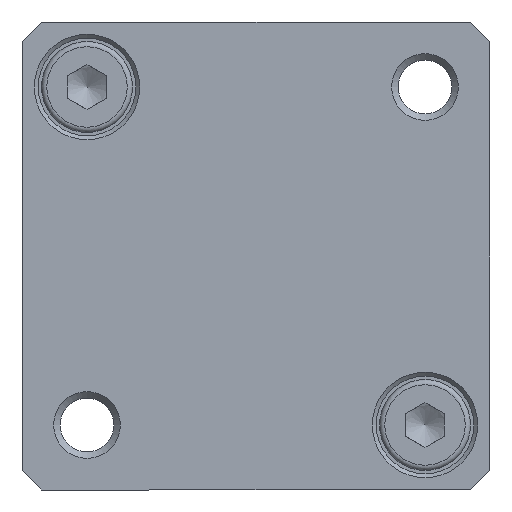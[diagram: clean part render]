
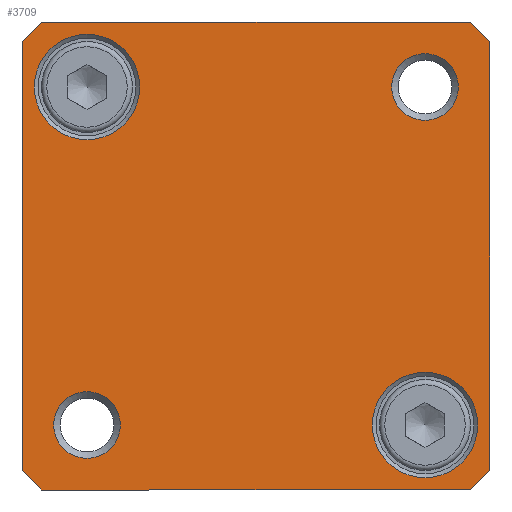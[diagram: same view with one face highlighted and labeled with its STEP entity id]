
A CAD part, front view. The second image highlights one B-rep face of the part: STEP entity #3709.
In plain terms, the highlighted planar face has unit normal (0, -1, 0).
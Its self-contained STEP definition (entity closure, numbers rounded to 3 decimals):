
#3594=CARTESIAN_POINT('',(0.,-6.75,0.0));
#3595=DIRECTION('',(0.0,1.0,0.0));
#3596=DIRECTION('',(0.0,0.0,1.0));
#3597=AXIS2_PLACEMENT_3D('',#3594,#3595,#3596);
#3598=PLANE('',#3597);
#3599=CARTESIAN_POINT('',(-16.5,-6.75,18.));
#3600=VERTEX_POINT('',#3599);
#3601=CARTESIAN_POINT('',(16.5,-6.75,18.0));
#3602=VERTEX_POINT('',#3601);
#3603=CARTESIAN_POINT('',(-16.5,-6.75,18.));
#3604=DIRECTION('',(1.0,0.0,0.0));
#3605=VECTOR('',#3604,33.0);
#3606=LINE('',#3603,#3605);
#3607=EDGE_CURVE('',#3600,#3602,#3606,.T.);
#3608=ORIENTED_EDGE('',*,*,#3607,.F.);
#3609=CARTESIAN_POINT('',(-18.0,-6.75,16.5));
#3610=VERTEX_POINT('',#3609);
#3611=CARTESIAN_POINT('',(-18.0,-6.75,16.5));
#3612=DIRECTION('',(0.707,0.0,0.707));
#3613=VECTOR('',#3612,2.121);
#3614=LINE('',#3611,#3613);
#3615=EDGE_CURVE('',#3610,#3600,#3614,.T.);
#3616=ORIENTED_EDGE('',*,*,#3615,.F.);
#3617=CARTESIAN_POINT('',(-18.0,-6.75,-16.5));
#3618=VERTEX_POINT('',#3617);
#3619=CARTESIAN_POINT('',(-18.0,-6.75,-16.5));
#3620=DIRECTION('',(0.0,0.0,1.0));
#3621=VECTOR('',#3620,33.);
#3622=LINE('',#3619,#3621);
#3623=EDGE_CURVE('',#3618,#3610,#3622,.T.);
#3624=ORIENTED_EDGE('',*,*,#3623,.F.);
#3625=CARTESIAN_POINT('',(-16.5,-6.75,-18.));
#3626=VERTEX_POINT('',#3625);
#3627=CARTESIAN_POINT('',(-16.5,-6.75,-18.));
#3628=DIRECTION('',(-0.707,0.0,0.707));
#3629=VECTOR('',#3628,2.121);
#3630=LINE('',#3627,#3629);
#3631=EDGE_CURVE('',#3626,#3618,#3630,.T.);
#3632=ORIENTED_EDGE('',*,*,#3631,.F.);
#3633=CARTESIAN_POINT('',(16.5,-6.75,-18.0));
#3634=VERTEX_POINT('',#3633);
#3635=CARTESIAN_POINT('',(16.5,-6.75,-18.0));
#3636=DIRECTION('',(-1.0,0.0,0.0));
#3637=VECTOR('',#3636,33.0);
#3638=LINE('',#3635,#3637);
#3639=EDGE_CURVE('',#3634,#3626,#3638,.T.);
#3640=ORIENTED_EDGE('',*,*,#3639,.F.);
#3641=CARTESIAN_POINT('',(18.0,-6.75,-16.5));
#3642=VERTEX_POINT('',#3641);
#3643=CARTESIAN_POINT('',(18.0,-6.75,-16.5));
#3644=DIRECTION('',(-0.707,0.0,-0.707));
#3645=VECTOR('',#3644,2.121);
#3646=LINE('',#3643,#3645);
#3647=EDGE_CURVE('',#3642,#3634,#3646,.T.);
#3648=ORIENTED_EDGE('',*,*,#3647,.F.);
#3649=CARTESIAN_POINT('',(18.0,-6.75,16.5));
#3650=VERTEX_POINT('',#3649);
#3651=CARTESIAN_POINT('',(18.0,-6.75,16.5));
#3652=DIRECTION('',(0.0,0.0,-1.0));
#3653=VECTOR('',#3652,33.0);
#3654=LINE('',#3651,#3653);
#3655=EDGE_CURVE('',#3650,#3642,#3654,.T.);
#3656=ORIENTED_EDGE('',*,*,#3655,.F.);
#3657=CARTESIAN_POINT('',(16.5,-6.75,18.0));
#3658=DIRECTION('',(0.707,0.0,-0.707));
#3659=VECTOR('',#3658,2.121);
#3660=LINE('',#3657,#3659);
#3661=EDGE_CURVE('',#3602,#3650,#3660,.T.);
#3662=ORIENTED_EDGE('',*,*,#3661,.F.);
#3663=EDGE_LOOP('',(#3608,#3616,#3624,#3632,#3640,#3648,#3656,#3662));
#3664=FACE_OUTER_BOUND('',#3663,.T.);
#3665=CARTESIAN_POINT('',(-8.95,-6.75,13.0));
#3666=VERTEX_POINT('',#3665);
#3667=CARTESIAN_POINT('',(-13.0,-6.75,13.0));
#3668=DIRECTION('',(0.0,-1.0,0.0));
#3669=DIRECTION('',(-1.0,0.0,0.0));
#3670=AXIS2_PLACEMENT_3D('',#3667,#3668,#3669);
#3671=CIRCLE('',#3670,4.05);
#3672=EDGE_CURVE('',#3666,#3666,#3671,.T.);
#3673=ORIENTED_EDGE('',*,*,#3672,.F.);
#3674=EDGE_LOOP('',(#3673));
#3675=FACE_BOUND('',#3674,.T.);
#3676=CARTESIAN_POINT('',(15.567,-6.75,13.0));
#3677=VERTEX_POINT('',#3676);
#3678=CARTESIAN_POINT('',(13.0,-6.75,13.0));
#3679=DIRECTION('',(0.0,-1.0,0.0));
#3680=DIRECTION('',(-1.0,0.0,0.0));
#3681=AXIS2_PLACEMENT_3D('',#3678,#3679,#3680);
#3682=CIRCLE('',#3681,2.567);
#3683=EDGE_CURVE('',#3677,#3677,#3682,.T.);
#3684=ORIENTED_EDGE('',*,*,#3683,.F.);
#3685=EDGE_LOOP('',(#3684));
#3686=FACE_BOUND('',#3685,.T.);
#3687=CARTESIAN_POINT('',(-10.433,-6.75,-13.0));
#3688=VERTEX_POINT('',#3687);
#3689=CARTESIAN_POINT('',(-13.0,-6.75,-13.0));
#3690=DIRECTION('',(0.0,-1.0,0.0));
#3691=DIRECTION('',(-1.0,0.0,0.0));
#3692=AXIS2_PLACEMENT_3D('',#3689,#3690,#3691);
#3693=CIRCLE('',#3692,2.567);
#3694=EDGE_CURVE('',#3688,#3688,#3693,.T.);
#3695=ORIENTED_EDGE('',*,*,#3694,.F.);
#3696=EDGE_LOOP('',(#3695));
#3697=FACE_BOUND('',#3696,.T.);
#3698=CARTESIAN_POINT('',(17.05,-6.75,-13.0));
#3699=VERTEX_POINT('',#3698);
#3700=CARTESIAN_POINT('',(13.0,-6.75,-13.0));
#3701=DIRECTION('',(0.0,-1.0,0.0));
#3702=DIRECTION('',(-1.0,0.0,0.0));
#3703=AXIS2_PLACEMENT_3D('',#3700,#3701,#3702);
#3704=CIRCLE('',#3703,4.05);
#3705=EDGE_CURVE('',#3699,#3699,#3704,.T.);
#3706=ORIENTED_EDGE('',*,*,#3705,.F.);
#3707=EDGE_LOOP('',(#3706));
#3708=FACE_BOUND('',#3707,.T.);
#3709=ADVANCED_FACE('',(#3664,#3675,#3686,#3697,#3708),#3598,.F.);
